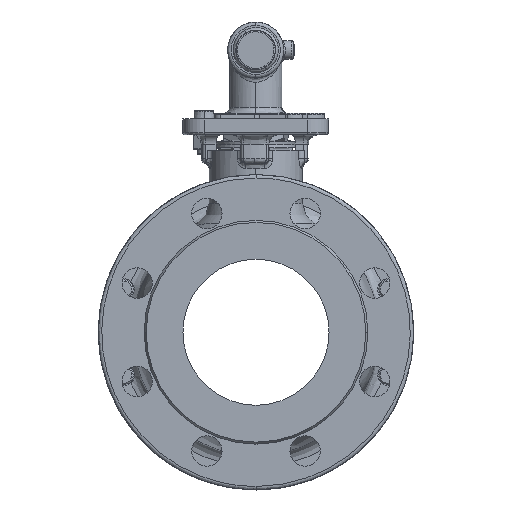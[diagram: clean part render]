
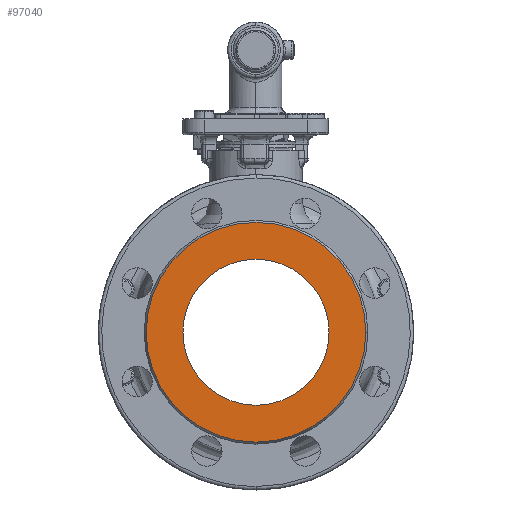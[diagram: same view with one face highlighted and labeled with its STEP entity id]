
A CAD part, left-side view. The second image highlights one B-rep face of the part: STEP entity #97040.
In plain terms, the highlighted planar face has unit normal (-1, 0, 0).
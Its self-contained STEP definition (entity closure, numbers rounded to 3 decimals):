
#2306 = CARTESIAN_POINT ( 'NONE',  ( -230.641, 67.673, -37.5 ) ) ;
#8075 = CARTESIAN_POINT ( 'NONE',  ( -230.641, -26.327, -37.5 ) ) ;
#13671 = CARTESIAN_POINT ( 'NONE',  ( -230.641, -26.327, -37.5 ) ) ;
#15888 = VERTEX_POINT ( 'NONE', #116867 ) ;
#19315 = EDGE_CURVE ( 'NONE', #36661, #15888, #57770, .T. ) ;
#19463 = ORIENTED_EDGE ( 'NONE', *, *, #38173, .T. ) ;
#19609 = DIRECTION ( 'NONE',  ( 1., 0., 0. ) ) ;
#21031 = CARTESIAN_POINT ( 'NONE',  ( -230.641, 967.81, -37.5 ) ) ;
#27508 = EDGE_LOOP ( 'NONE', ( #115588, #19463 ) ) ;
#28465 = VERTEX_POINT ( 'NONE', #105098 ) ;
#32894 = CIRCLE ( 'NONE', #102328, 62.5 ) ;
#36661 = VERTEX_POINT ( 'NONE', #2306 ) ;
#38173 = EDGE_CURVE ( 'NONE', #28465, #47704, #74240, .T. ) ;
#38947 = DIRECTION ( 'NONE',  ( 1., 0., 0. ) ) ;
#41614 = AXIS2_PLACEMENT_3D ( 'NONE', #132074, #38947, #70225 ) ;
#42573 = AXIS2_PLACEMENT_3D ( 'NONE', #8075, #19609, #91682 ) ;
#44950 = DIRECTION ( 'NONE',  ( 1., 0., 0. ) ) ;
#46972 = DIRECTION ( 'NONE',  ( 1., 0., 0. ) ) ;
#47704 = VERTEX_POINT ( 'NONE', #75214 ) ;
#49294 = CIRCLE ( 'NONE', #103554, 94. ) ;
#52276 = FACE_BOUND ( 'NONE', #27508, .T. ) ;
#57770 = CIRCLE ( 'NONE', #42573, 94. ) ;
#70225 = DIRECTION ( 'NONE',  ( 0., 0., 1. ) ) ;
#72034 = FACE_OUTER_BOUND ( 'NONE', #110980, .T. ) ;
#74240 = CIRCLE ( 'NONE', #41614, 62.5 ) ;
#75214 = CARTESIAN_POINT ( 'NONE',  ( -230.641, -26.327, 25. ) ) ;
#86121 = ORIENTED_EDGE ( 'NONE', *, *, #115400, .F. ) ;
#89514 = EDGE_CURVE ( 'NONE', #47704, #28465, #32894, .T. ) ;
#91682 = DIRECTION ( 'NONE',  ( 0., 1., 0. ) ) ;
#95114 = DIRECTION ( 'NONE',  ( 0., 1., 0. ) ) ;
#97040 = ADVANCED_FACE ( 'NONE', ( #52276, #72034 ), #113480, .F. ) ;
#100631 = CARTESIAN_POINT ( 'NONE',  ( -230.641, -26.327, -37.5 ) ) ;
#102328 = AXIS2_PLACEMENT_3D ( 'NONE', #100631, #46972, #112181 ) ;
#103554 = AXIS2_PLACEMENT_3D ( 'NONE', #13671, #44950, #118331 ) ;
#103951 = DIRECTION ( 'NONE',  ( 1., 0., 0. ) ) ;
#105098 = CARTESIAN_POINT ( 'NONE',  ( -230.641, -26.327, -100. ) ) ;
#110980 = EDGE_LOOP ( 'NONE', ( #117687, #86121 ) ) ;
#112181 = DIRECTION ( 'NONE',  ( 0., 0., 1. ) ) ;
#113480 = PLANE ( 'NONE',  #130963 ) ;
#115400 = EDGE_CURVE ( 'NONE', #15888, #36661, #49294, .T. ) ;
#115588 = ORIENTED_EDGE ( 'NONE', *, *, #89514, .T. ) ;
#116867 = CARTESIAN_POINT ( 'NONE',  ( -230.641, -120.327, -37.5 ) ) ;
#117687 = ORIENTED_EDGE ( 'NONE', *, *, #19315, .F. ) ;
#118331 = DIRECTION ( 'NONE',  ( 0., 1., 0. ) ) ;
#130963 = AXIS2_PLACEMENT_3D ( 'NONE', #21031, #103951, #95114 ) ;
#132074 = CARTESIAN_POINT ( 'NONE',  ( -230.641, -26.327, -37.5 ) ) ;
